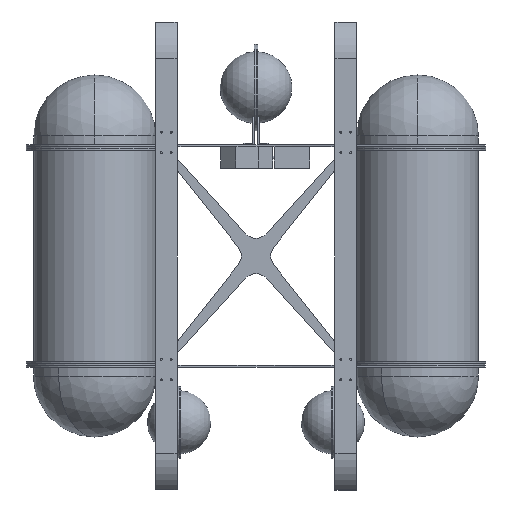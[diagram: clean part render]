
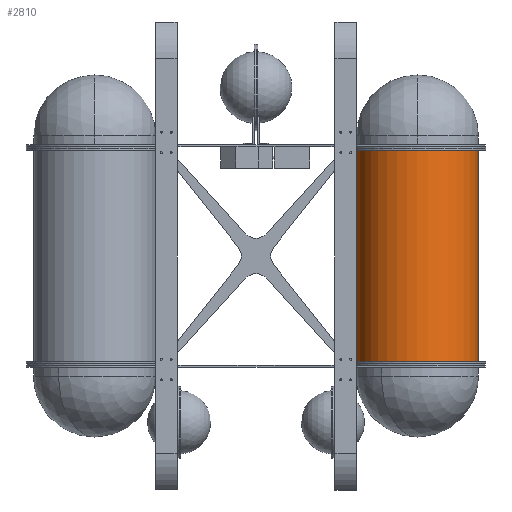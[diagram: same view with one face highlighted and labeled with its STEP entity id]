
A CAD part, front view. The second image highlights one B-rep face of the part: STEP entity #2810.
In plain terms, the highlighted cylindrical face has radius 425 mm (diameter 850 mm), a partial arc.
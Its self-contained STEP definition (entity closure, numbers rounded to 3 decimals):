
#492 = DIRECTION ( 'NONE',  ( 0., 0., -1. ) ) ;
#656 = LINE ( 'NONE', #19253, #13883 ) ;
#1120 = DIRECTION ( 'NONE',  ( 0., 0., 1. ) ) ;
#1320 = CARTESIAN_POINT ( 'NONE',  ( -425., 0., 1500. ) ) ;
#1762 = AXIS2_PLACEMENT_3D ( 'NONE', #7070, #1120, #9956 ) ;
#2314 = DIRECTION ( 'NONE',  ( 0., 0., -1. ) ) ;
#2810 = ADVANCED_FACE ( 'NONE', ( #7797 ), #5439, .T. ) ;
#4554 = CIRCLE ( 'NONE', #4911, 425. ) ;
#4789 = CARTESIAN_POINT ( 'NONE',  ( 0., 0., 12. ) ) ;
#4911 = AXIS2_PLACEMENT_3D ( 'NONE', #4789, #492, #18329 ) ;
#5235 = CARTESIAN_POINT ( 'NONE',  ( 0., 0., 1500. ) ) ;
#5439 = CYLINDRICAL_SURFACE ( 'NONE', #8629, 425. ) ;
#5744 = VERTEX_POINT ( 'NONE', #8456 ) ;
#7070 = CARTESIAN_POINT ( 'NONE',  ( 0., 0., 1488. ) ) ;
#7298 = DIRECTION ( 'NONE',  ( 0., 0., -1. ) ) ;
#7423 = ORIENTED_EDGE ( 'NONE', *, *, #13334, .F. ) ;
#7797 = FACE_OUTER_BOUND ( 'NONE', #9975, .T. ) ;
#8285 = VERTEX_POINT ( 'NONE', #18361 ) ;
#8382 = ORIENTED_EDGE ( 'NONE', *, *, #17853, .F. ) ;
#8456 = CARTESIAN_POINT ( 'NONE',  ( 425., 0., 12. ) ) ;
#8629 = AXIS2_PLACEMENT_3D ( 'NONE', #5235, #2314, #15749 ) ;
#8930 = ORIENTED_EDGE ( 'NONE', *, *, #14087, .T. ) ;
#9047 = CIRCLE ( 'NONE', #1762, 425. ) ;
#9281 = VERTEX_POINT ( 'NONE', #17693 ) ;
#9956 = DIRECTION ( 'NONE',  ( 1., 0., 0. ) ) ;
#9975 = EDGE_LOOP ( 'NONE', ( #7423, #10016, #8930, #8382 ) ) ;
#10016 = ORIENTED_EDGE ( 'NONE', *, *, #18905, .F. ) ;
#11853 = CARTESIAN_POINT ( 'NONE',  ( 425., 0., 1488. ) ) ;
#12002 = DIRECTION ( 'NONE',  ( 0., 0., -1. ) ) ;
#13334 = EDGE_CURVE ( 'NONE', #14649, #5744, #656, .T. ) ;
#13883 = VECTOR ( 'NONE', #7298, 1000. ) ;
#14087 = EDGE_CURVE ( 'NONE', #8285, #9281, #17357, .T. ) ;
#14649 = VERTEX_POINT ( 'NONE', #11853 ) ;
#15749 = DIRECTION ( 'NONE',  ( -1., 0., 0. ) ) ;
#17357 = LINE ( 'NONE', #1320, #18537 ) ;
#17693 = CARTESIAN_POINT ( 'NONE',  ( -425., 0., 12. ) ) ;
#17853 = EDGE_CURVE ( 'NONE', #5744, #9281, #4554, .T. ) ;
#18329 = DIRECTION ( 'NONE',  ( -1., 0., 0. ) ) ;
#18361 = CARTESIAN_POINT ( 'NONE',  ( -425., 0., 1488. ) ) ;
#18537 = VECTOR ( 'NONE', #12002, 1000. ) ;
#18905 = EDGE_CURVE ( 'NONE', #8285, #14649, #9047, .T. ) ;
#19253 = CARTESIAN_POINT ( 'NONE',  ( 425., 0., 1500. ) ) ;
